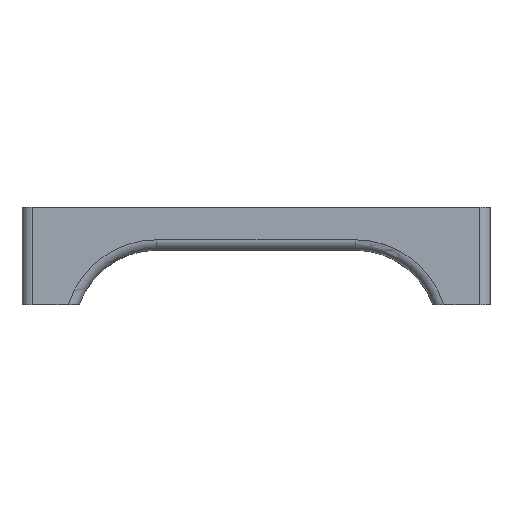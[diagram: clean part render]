
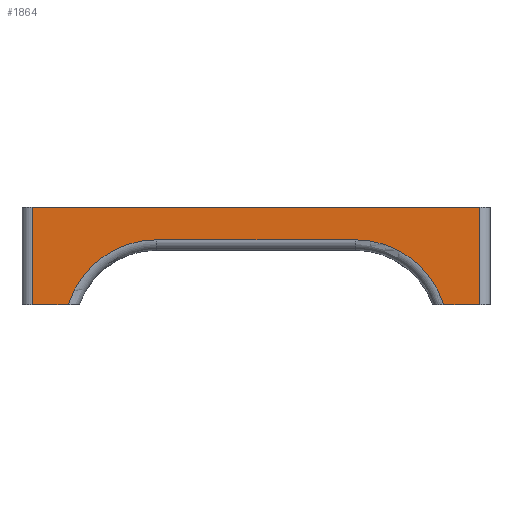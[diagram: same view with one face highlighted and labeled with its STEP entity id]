
A CAD part, left-side view. The second image highlights one B-rep face of the part: STEP entity #1864.
In plain terms, the highlighted planar face has unit normal (-1, 0, 0).
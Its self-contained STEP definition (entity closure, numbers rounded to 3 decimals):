
#37=PLANE('',#2033);
#220=LINE('',#3045,#352);
#221=LINE('',#3049,#353);
#222=LINE('',#3054,#354);
#223=LINE('',#3056,#355);
#224=LINE('',#3058,#356);
#225=LINE('',#3059,#357);
#352=VECTOR('',#2405,1000.);
#353=VECTOR('',#2410,1000.);
#354=VECTOR('',#2413,1000.);
#355=VECTOR('',#2414,1000.);
#356=VECTOR('',#2415,1000.);
#357=VECTOR('',#2416,1000.);
#546=ORIENTED_EDGE('',*,*,#1103,.T.);
#547=ORIENTED_EDGE('',*,*,#1104,.T.);
#548=ORIENTED_EDGE('',*,*,#1105,.T.);
#549=ORIENTED_EDGE('',*,*,#1106,.T.);
#550=ORIENTED_EDGE('',*,*,#1107,.F.);
#551=ORIENTED_EDGE('',*,*,#1101,.F.);
#552=ORIENTED_EDGE('',*,*,#1108,.T.);
#553=ORIENTED_EDGE('',*,*,#1109,.T.);
#1101=EDGE_CURVE('',#1371,#1372,#220,.T.);
#1103=EDGE_CURVE('',#1373,#1374,#221,.T.);
#1104=EDGE_CURVE('',#1374,#1375,#1493,.F.);
#1105=EDGE_CURVE('',#1375,#1376,#222,.T.);
#1106=EDGE_CURVE('',#1376,#1377,#223,.T.);
#1107=EDGE_CURVE('',#1372,#1377,#224,.T.);
#1108=EDGE_CURVE('',#1371,#1378,#225,.T.);
#1109=EDGE_CURVE('',#1378,#1373,#1494,.F.);
#1371=VERTEX_POINT('',#3044);
#1372=VERTEX_POINT('',#3046);
#1373=VERTEX_POINT('',#3050);
#1374=VERTEX_POINT('',#3051);
#1375=VERTEX_POINT('',#3053);
#1376=VERTEX_POINT('',#3055);
#1377=VERTEX_POINT('',#3057);
#1378=VERTEX_POINT('',#3060);
#1493=CIRCLE('',#2034,26.6);
#1494=CIRCLE('',#2035,26.6);
#1600=EDGE_LOOP('',(#546,#547,#548,#549,#550,#551,#552,#553));
#1728=FACE_BOUND('',#1600,.T.);
#1864=ADVANCED_FACE('',(#1728),#37,.T.);
#2033=AXIS2_PLACEMENT_3D('',#3048,#2408,#2409);
#2034=AXIS2_PLACEMENT_3D('',#3052,#2411,#2412);
#2035=AXIS2_PLACEMENT_3D('',#3061,#2417,#2418);
#2405=DIRECTION('',(0.,0.,1.));
#2408=DIRECTION('',(-1.,0.,0.));
#2409=DIRECTION('',(0.,0.,1.));
#2410=DIRECTION('',(0.,-1.,0.));
#2411=DIRECTION('',(-1.,0.,0.));
#2412=DIRECTION('',(0.,0.,1.));
#2413=DIRECTION('',(0.,-1.,0.));
#2414=DIRECTION('',(0.,0.,1.));
#2415=DIRECTION('',(0.,-1.,0.));
#2416=DIRECTION('',(0.,-1.,0.));
#2417=DIRECTION('',(-1.,0.,0.));
#2418=DIRECTION('',(0.,0.,1.));
#3044=CARTESIAN_POINT('',(-9.5,95.846,-23.6));
#3045=CARTESIAN_POINT('',(-9.5,95.846,-3.102));
#3046=CARTESIAN_POINT('',(-9.5,95.846,4.3));
#3048=CARTESIAN_POINT('',(-9.5,31.846,-3.102));
#3049=CARTESIAN_POINT('',(-9.5,31.846,-5.));
#3050=CARTESIAN_POINT('',(-9.5,60.246,-5.));
#3051=CARTESIAN_POINT('',(-9.5,3.446,-5.));
#3052=CARTESIAN_POINT('',(-9.5,3.446,-31.6));
#3053=CARTESIAN_POINT('',(-9.5,-21.923,-23.6));
#3054=CARTESIAN_POINT('',(-9.5,31.846,-23.6));
#3055=CARTESIAN_POINT('',(-9.5,-32.154,-23.6));
#3056=CARTESIAN_POINT('',(-9.5,-32.154,-3.102));
#3057=CARTESIAN_POINT('',(-9.5,-32.154,4.3));
#3058=CARTESIAN_POINT('',(-9.5,31.846,4.3));
#3059=CARTESIAN_POINT('',(-9.5,31.846,-23.6));
#3060=CARTESIAN_POINT('',(-9.5,85.614,-23.6));
#3061=CARTESIAN_POINT('',(-9.5,60.246,-31.6));
